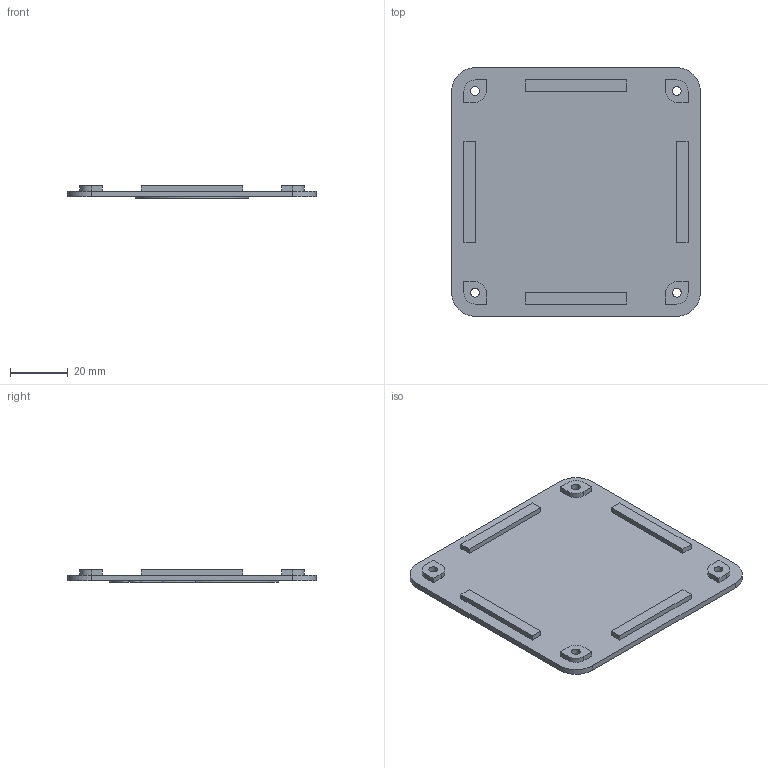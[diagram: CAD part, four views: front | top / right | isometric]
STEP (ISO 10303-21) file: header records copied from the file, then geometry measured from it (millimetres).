
FILE_DESCRIPTION(('FreeCAD Model'),'2;1');
FILE_NAME('Open CASCADE Shape Model','2025-07-20T17:42:15',('Author'),( ''),'Open CASCADE STEP processor 7.8','FreeCAD','Unknown');
FILE_SCHEMA(('AUTOMOTIVE_DESIGN { 1 0 10303 214 1 1 1 1 }'));
Length unit declared in the file: millimetre
Products named in the file (3): Meshimi; Lid; Logo
Assembly tree (2 placements, depth 2):
  Meshimi
    Lid
    Logo
Bounding box: 85.84 x 85.86 x 4.2 mm (x, y, z)
Volume: 16186.9 mm3; surface area: 18179.2 mm2
Topology: 9 solids, 9 shells, 262 faces, 688 edges, 456 vertices
Faces by surface type: bspline 166, plane 66, cylinder 22, torus 4, cone 4
Full cylindrical faces by diameter (mm): 3 x3, 5.5 x4
Entity records: 17772 total; most frequent: CARTESIAN_POINT 12586, ORIENTED_EDGE 1376, EDGE_CURVE 688, B_SPLINE_CURVE_WITH_KNOTS 499, VERTEX_POINT 456, DIRECTION 442, FACE_BOUND 290, EDGE_LOOP 290
